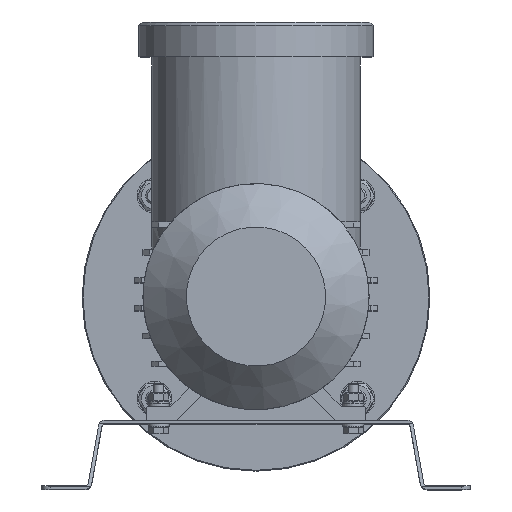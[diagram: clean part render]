
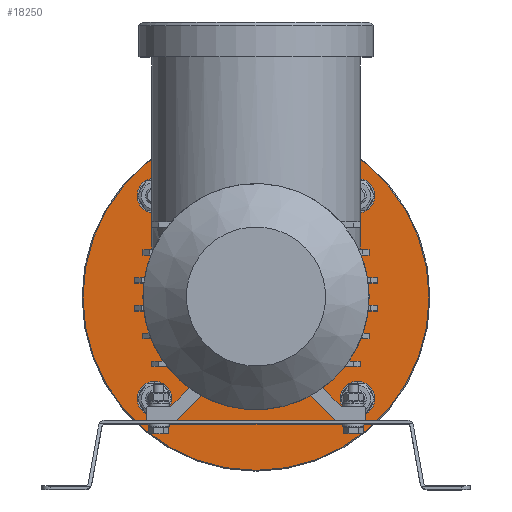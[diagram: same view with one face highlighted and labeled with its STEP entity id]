
A CAD part, top view. The second image highlights one B-rep face of the part: STEP entity #18250.
In plain terms, the highlighted planar face has unit normal (0, 0, 1).
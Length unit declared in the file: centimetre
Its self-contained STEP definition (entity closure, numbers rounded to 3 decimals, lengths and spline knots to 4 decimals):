
#2629=PLANE('',#20228);
#4526=FACE_BOUND('',#6810,.T.);
#4527=FACE_BOUND('',#6811,.T.);
#4528=FACE_BOUND('',#6812,.T.);
#4529=FACE_BOUND('',#6813,.T.);
#4530=FACE_BOUND('',#6814,.T.);
#5433=FACE_OUTER_BOUND('',#6809,.T.);
#6809=EDGE_LOOP('',(#15666));
#6810=EDGE_LOOP('',(#15667));
#6811=EDGE_LOOP('',(#15668));
#6812=EDGE_LOOP('',(#15669));
#6813=EDGE_LOOP('',(#15670));
#6814=EDGE_LOOP('',(#15671));
#8222=CIRCLE('',#20052,5.8);
#8265=CIRCLE('',#20229,9.95);
#8266=CIRCLE('',#20230,1.);
#8267=CIRCLE('',#20231,1.);
#8268=CIRCLE('',#20232,1.);
#8269=CIRCLE('',#20233,1.);
#9482=VERTEX_POINT('',#30932);
#9645=VERTEX_POINT('',#31605);
#9646=VERTEX_POINT('',#31607);
#9647=VERTEX_POINT('',#31609);
#9648=VERTEX_POINT('',#31611);
#9649=VERTEX_POINT('',#31613);
#11496=EDGE_CURVE('',#9482,#9482,#8222,.T.);
#11796=EDGE_CURVE('',#9645,#9645,#8265,.T.);
#11797=EDGE_CURVE('',#9646,#9646,#8266,.T.);
#11798=EDGE_CURVE('',#9647,#9647,#8267,.T.);
#11799=EDGE_CURVE('',#9648,#9648,#8268,.T.);
#11800=EDGE_CURVE('',#9649,#9649,#8269,.T.);
#15666=ORIENTED_EDGE('',*,*,#11796,.F.);
#15667=ORIENTED_EDGE('',*,*,#11797,.T.);
#15668=ORIENTED_EDGE('',*,*,#11798,.T.);
#15669=ORIENTED_EDGE('',*,*,#11799,.T.);
#15670=ORIENTED_EDGE('',*,*,#11800,.T.);
#15671=ORIENTED_EDGE('',*,*,#11496,.F.);
#18250=ADVANCED_FACE('',(#5433,#4526,#4527,#4528,#4529,#4530),#2629,.T.);
#20052=AXIS2_PLACEMENT_3D('',#30933,#23956,#23957);
#20228=AXIS2_PLACEMENT_3D('',#31604,#24558,#24559);
#20229=AXIS2_PLACEMENT_3D('',#31606,#24560,#24561);
#20230=AXIS2_PLACEMENT_3D('',#31608,#24562,#24563);
#20231=AXIS2_PLACEMENT_3D('',#31610,#24564,#24565);
#20232=AXIS2_PLACEMENT_3D('',#31612,#24566,#24567);
#20233=AXIS2_PLACEMENT_3D('',#31614,#24568,#24569);
#23956=DIRECTION('center_axis',(0.,0.,
1.));
#23957=DIRECTION('ref_axis',(1.,0.,0.));
#24558=DIRECTION('center_axis',(0.,0.,
1.));
#24559=DIRECTION('ref_axis',(1.,0.,0.));
#24560=DIRECTION('center_axis',(0.,0.,
-1.));
#24561=DIRECTION('ref_axis',(-1.,0.,0.));
#24562=DIRECTION('center_axis',(0.,0.,
-1.));
#24563=DIRECTION('ref_axis',(-1.,0.,0.));
#24564=DIRECTION('center_axis',(0.,0.,
-1.));
#24565=DIRECTION('ref_axis',(-0.467,-0.884,0.));
#24566=DIRECTION('center_axis',(0.,0.,
-1.));
#24567=DIRECTION('ref_axis',(-1.,0.,0.));
#24568=DIRECTION('center_axis',(0.,0.,
-1.));
#24569=DIRECTION('ref_axis',(-1.,0.,0.));
#30932=CARTESIAN_POINT('',(-0.3,-5.7922,-24.3237));
#30933=CARTESIAN_POINT('Origin',(0.,0.,
-24.3237));
#31604=CARTESIAN_POINT('Origin',(0.,0.,
-24.3237));
#31605=CARTESIAN_POINT('',(9.95,0.,-24.3237));
#31606=CARTESIAN_POINT('Origin',(0.,0.,
-24.3237));
#31607=CARTESIAN_POINT('',(-4.8336,-5.8336,-24.3237));
#31608=CARTESIAN_POINT('Origin',(-5.8336,-5.8336,-24.3237));
#31609=CARTESIAN_POINT('',(-5.3664,6.7178,-24.3237));
#31610=CARTESIAN_POINT('Origin',(-5.8336,5.8336,-24.3237));
#31611=CARTESIAN_POINT('',(6.8336,-5.8336,-24.3237));
#31612=CARTESIAN_POINT('Origin',(5.8336,-5.8336,-24.3237));
#31613=CARTESIAN_POINT('',(6.8336,5.8336,-24.3237));
#31614=CARTESIAN_POINT('Origin',(5.8336,5.8336,-24.3237));
